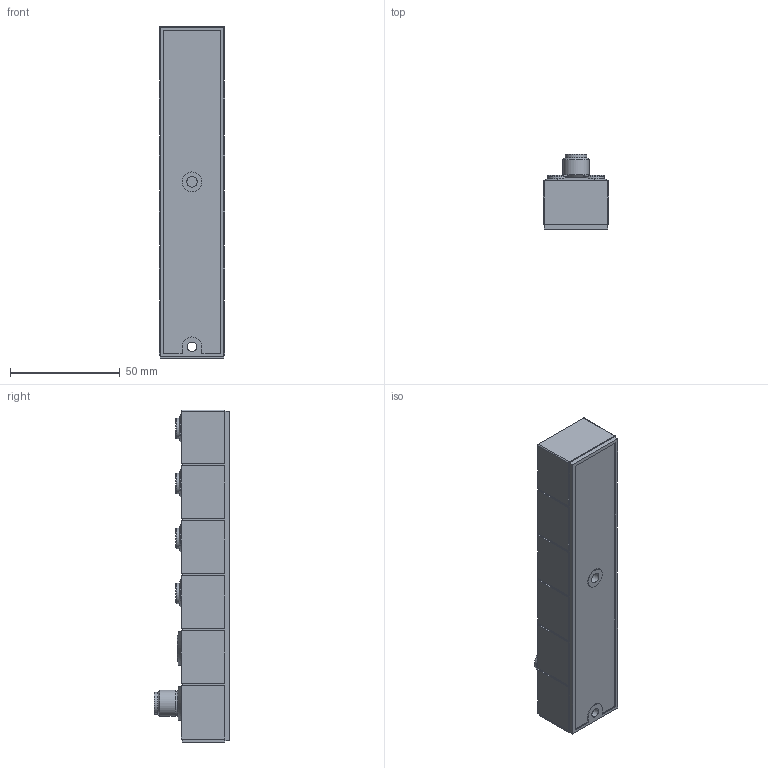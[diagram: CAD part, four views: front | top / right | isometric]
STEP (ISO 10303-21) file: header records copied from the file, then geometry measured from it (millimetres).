
FILE_DESCRIPTION(/* description */ ('STEP AP214'),/* implementation_level */ '2;1');
FILE_NAME(/* name */ '542124_ASI-8DI-M8-3POL',/* time_stamp */ '2024-08-05T14:41:18+02:00',/* author */ ('License CC BY-ND 4.0'),/* organization */ ('CADENAS'),/* preprocessor_version */ 'ST-DEVELOPER v19.3',/* originating_system */ 'PARTsolutions',/* authorisation */ ' ');
FILE_SCHEMA (('AUTOMOTIVE_DESIGN {1 0 10303 214 3 1 1}'));
Length unit declared in the file: millimetre
Products named in the file (2): 542124 ASI-8DI-M8-3POL; 542124 ASI-8DI-M8-3POL_M
Assembly tree (1 placements, depth 2):
  542124 ASI-8DI-M8-3POL
    542124 ASI-8DI-M8-3POL_M
Bounding box: 30 x 34.3 x 151 mm (x, y, z)
Volume: 98712.5 mm3; surface area: 21085.1 mm2
Topology: 1 solids, 1 shells, 219 faces, 515 edges, 334 vertices
Faces by surface type: plane 132, cylinder 49, cone 20, sphere 10, torus 8
Full cylindrical faces by diameter (mm): 1.1 x5, 4.3 x1, 4.75 x1, 5.7 x8, 5.72 x1, 6.9 x8, 8.48 x1, 9 x2, 9.34 x8, 9.853 x1, 12 x1
Entity records: 5943 total; most frequent: CARTESIAN_POINT 1049, DIRECTION 1034, ORIENTED_EDGE 878, EDGE_CURVE 439, AXIS2_PLACEMENT_3D 390, VERTEX_POINT 325, EDGE_LOOP 324, FACE_BOUND 324
